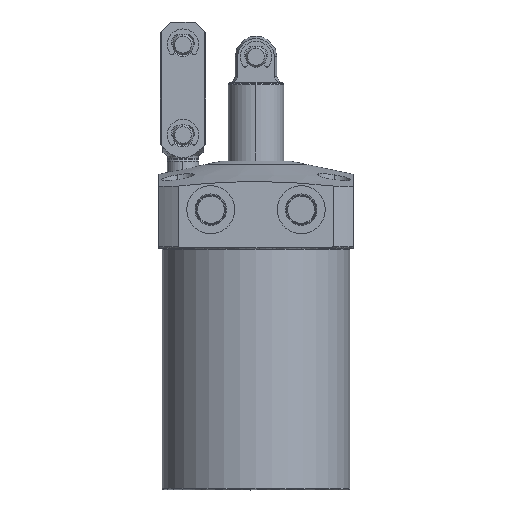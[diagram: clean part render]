
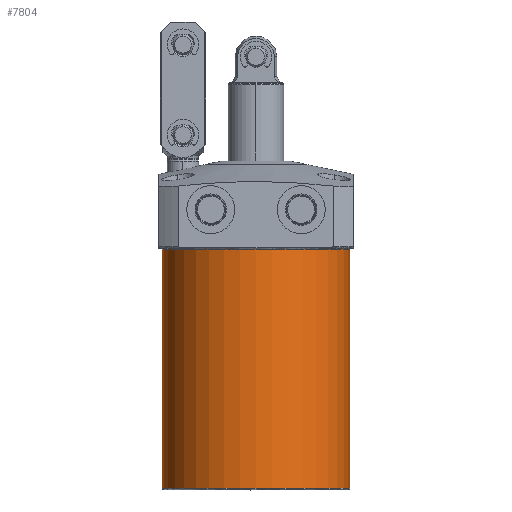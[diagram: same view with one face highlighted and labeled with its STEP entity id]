
A CAD part, top view. The second image highlights one B-rep face of the part: STEP entity #7804.
In plain terms, the highlighted cylindrical face has radius 27 mm (diameter 54 mm), a partial arc.
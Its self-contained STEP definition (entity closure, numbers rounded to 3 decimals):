
#488 = CARTESIAN_POINT ( 'NONE',  ( 0., 0., 0. ) ) ;
#504 = DIRECTION ( 'NONE',  ( 0., 1., 0. ) ) ;
#505 = DIRECTION ( 'NONE',  ( -1., 0., 0. ) ) ;
#1261 = EDGE_CURVE ( 'NONE', #10009, #10038, #9362, .T. ) ;
#1274 = EDGE_CURVE ( 'NONE', #9994, #10024, #9158, .T. ) ;
#1275 = EDGE_CURVE ( 'NONE', #10024, #10009, #9159, .T. ) ;
#1276 = EDGE_CURVE ( 'NONE', #9994, #10038, #9160, .T. ) ;
#1979 = AXIS2_PLACEMENT_3D ( 'NONE', #3611, #3615, #3619 ) ;
#3198 = AXIS2_PLACEMENT_3D ( 'NONE', #7024, #7023, #7022 ) ;
#3336 = AXIS2_PLACEMENT_3D ( 'NONE', #488, #504, #505 ) ;
#3611 = CARTESIAN_POINT ( 'NONE',  ( 0., -24.3, 0. ) ) ;
#3615 = DIRECTION ( 'NONE',  ( 0., -1., 0. ) ) ;
#3619 = DIRECTION ( 'NONE',  ( -1., 0., 0. ) ) ;
#4533 = ORIENTED_EDGE ( 'NONE', *, *, #1276, .F. ) ;
#4535 = ORIENTED_EDGE ( 'NONE', *, *, #1261, .T. ) ;
#4536 = ORIENTED_EDGE ( 'NONE', *, *, #1275, .T. ) ;
#4537 = ORIENTED_EDGE ( 'NONE', *, *, #1274, .T. ) ;
#6090 = EDGE_LOOP ( 'NONE', ( #4537, #4536, #4535, #4533 ) ) ;
#7019 = DIRECTION ( 'NONE',  ( 0., 1., 0. ) ) ;
#7021 = CARTESIAN_POINT ( 'NONE',  ( -27., 0., 0. ) ) ;
#7022 = DIRECTION ( 'NONE',  ( -1., 0., 0. ) ) ;
#7023 = DIRECTION ( 'NONE',  ( 0., 1., 0. ) ) ;
#7024 = CARTESIAN_POINT ( 'NONE',  ( 0., -93., 0. ) ) ;
#7032 = DIRECTION ( 'NONE',  ( 0., 1., 0. ) ) ;
#7033 = CARTESIAN_POINT ( 'NONE',  ( 27., 0., 0. ) ) ;
#7804 = ADVANCED_FACE ( 'NONE', ( #9521 ), #9467, .T. ) ;
#8703 = CARTESIAN_POINT ( 'NONE',  ( -27., -93., 0. ) ) ;
#8719 = CARTESIAN_POINT ( 'NONE',  ( 27., -24.3, 0. ) ) ;
#8720 = CARTESIAN_POINT ( 'NONE',  ( 27., -93., 0. ) ) ;
#8727 = CARTESIAN_POINT ( 'NONE',  ( -27., -24.3, 0. ) ) ;
#9158 = CIRCLE ( 'NONE', #3198, 27. ) ;
#9159 = LINE ( 'NONE', #7033, #9161 ) ;
#9160 = LINE ( 'NONE', #7021, #9163 ) ;
#9161 = VECTOR ( 'NONE', #7032, 1000. ) ;
#9163 = VECTOR ( 'NONE', #7019, 1000. ) ;
#9362 = CIRCLE ( 'NONE', #1979, 27. ) ;
#9467 = CYLINDRICAL_SURFACE ( 'NONE', #3336, 27. ) ;
#9521 = FACE_OUTER_BOUND ( 'NONE', #6090, .T. ) ;
#9994 = VERTEX_POINT ( 'NONE', #8703 ) ;
#10009 = VERTEX_POINT ( 'NONE', #8719 ) ;
#10024 = VERTEX_POINT ( 'NONE', #8720 ) ;
#10038 = VERTEX_POINT ( 'NONE', #8727 ) ;
